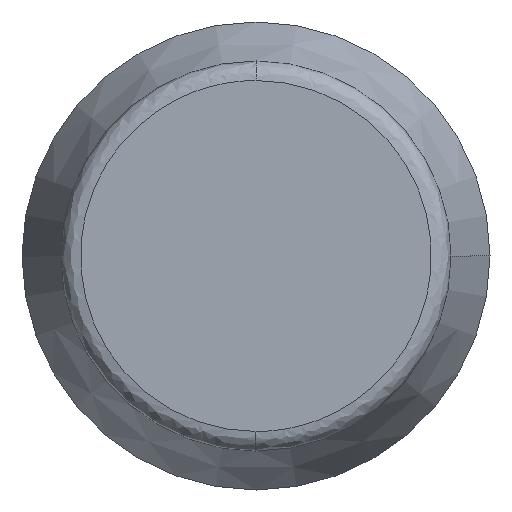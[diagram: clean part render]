
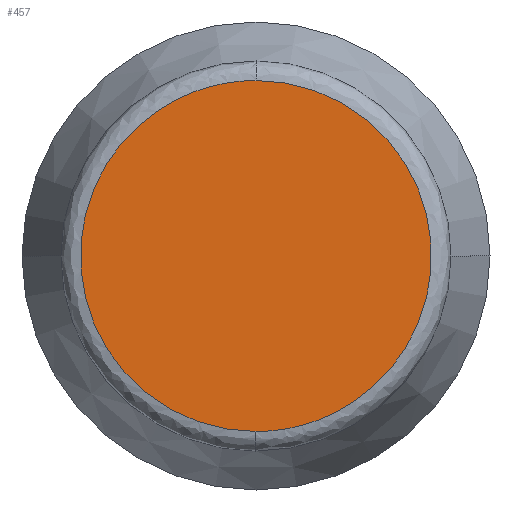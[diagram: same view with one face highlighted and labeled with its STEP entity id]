
A CAD part, front view. The second image highlights one B-rep face of the part: STEP entity #457.
In plain terms, the highlighted planar face has unit normal (0, -1, 0).
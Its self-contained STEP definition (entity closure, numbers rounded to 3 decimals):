
#27 = AXIS2_PLACEMENT_3D ( 'NONE', #368, #353, #352 ) ;
#51 = EDGE_CURVE ( 'NONE', #558, #541, #441, .T. ) ;
#52 = EDGE_CURVE ( 'NONE', #541, #558, #455, .T. ) ;
#222 = CARTESIAN_POINT ( 'NONE',  ( 0., 0., 4.5 ) ) ;
#236 = CARTESIAN_POINT ( 'NONE',  ( 0., 0., -4.5 ) ) ;
#352 = DIRECTION ( 'NONE',  ( 0., 0., -1. ) ) ;
#353 = DIRECTION ( 'NONE',  ( 0., -1., 0. ) ) ;
#368 = CARTESIAN_POINT ( 'NONE',  ( -4.554, 0., 4.554 ) ) ;
#373 = PLANE ( 'NONE',  #27 ) ;
#386 = CARTESIAN_POINT ( 'NONE',  ( 0., 0., 4.5 ) ) ;
#388 = CARTESIAN_POINT ( 'NONE',  ( -9., 0., 4.5 ) ) ;
#395 = CARTESIAN_POINT ( 'NONE',  ( 0., 0., -4.5 ) ) ;
#397 = CARTESIAN_POINT ( 'NONE',  ( 9., 0., -4.5 ) ) ;
#399 = CARTESIAN_POINT ( 'NONE',  ( 0., 0., -4.5 ) ) ;
#401 = CARTESIAN_POINT ( 'NONE',  ( -9., 0., -4.5 ) ) ;
#429 = CARTESIAN_POINT ( 'NONE',  ( 9., 0., 4.5 ) ) ;
#431 = CARTESIAN_POINT ( 'NONE',  ( 0., 0., 4.5 ) ) ;
#441 =( BOUNDED_CURVE ( )  B_SPLINE_CURVE ( 3, ( #431, #429, #397, #395 ),
 .UNSPECIFIED., .F., .T. ) 
 B_SPLINE_CURVE_WITH_KNOTS ( ( 4, 4 ),
 ( 0., 1. ),
 .UNSPECIFIED. ) 
 CURVE ( )  GEOMETRIC_REPRESENTATION_ITEM ( )  RATIONAL_B_SPLINE_CURVE ( ( 0.957, 0.319, 0.319, 0.957 ) ) 
 REPRESENTATION_ITEM ( '' )  );
#455 =( BOUNDED_CURVE ( )  B_SPLINE_CURVE ( 3, ( #399, #401, #388, #386 ),
 .UNSPECIFIED., .F., .T. ) 
 B_SPLINE_CURVE_WITH_KNOTS ( ( 4, 4 ),
 ( 0., 1. ),
 .UNSPECIFIED. ) 
 CURVE ( )  GEOMETRIC_REPRESENTATION_ITEM ( )  RATIONAL_B_SPLINE_CURVE ( ( 0.957, 0.319, 0.319, 0.957 ) ) 
 REPRESENTATION_ITEM ( '' )  );
#457 = ADVANCED_FACE ( 'NONE', ( #479 ), #373, .T. ) ;
#479 = FACE_OUTER_BOUND ( 'NONE', #655, .T. ) ;
#541 = VERTEX_POINT ( 'NONE', #236 ) ;
#558 = VERTEX_POINT ( 'NONE', #222 ) ;
#572 = ORIENTED_EDGE ( 'NONE', *, *, #52, .F. ) ;
#578 = ORIENTED_EDGE ( 'NONE', *, *, #51, .F. ) ;
#655 = EDGE_LOOP ( 'NONE', ( #578, #572 ) ) ;
